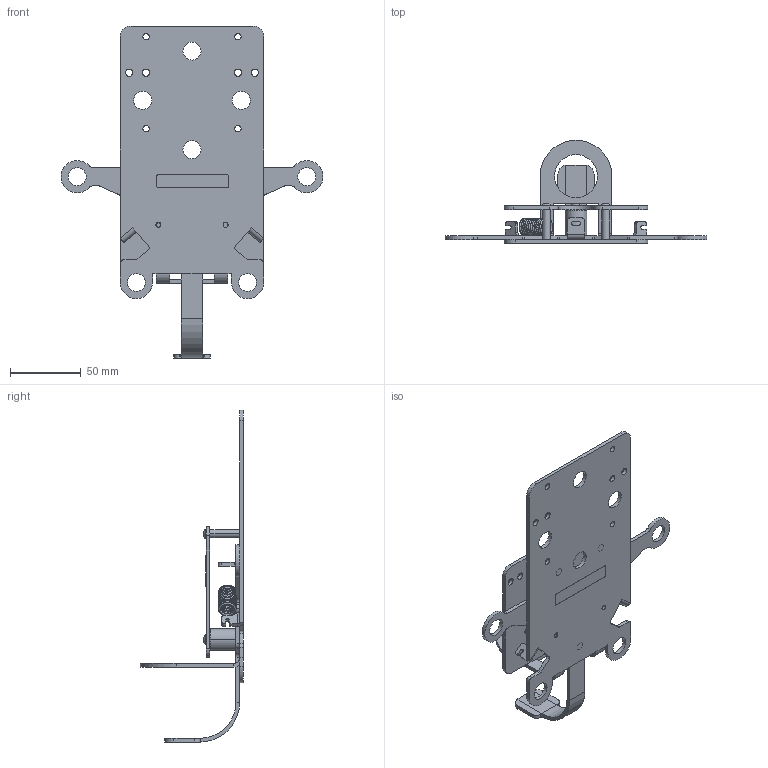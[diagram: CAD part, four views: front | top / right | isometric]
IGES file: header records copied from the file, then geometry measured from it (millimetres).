
Start section:  PTC IGES file: 152514.igs
Global section: file name: 152514.igs; native system: Pro/ENGINEER by Parametric Technology Corporation; preprocessor: 2009141; author: banengservice; organization: Unknown; date: 20100628.131025; units: inch
Bounding box: 185.42 x 73.3 x 235.07 mm (x, y, z)
Volume: 99669.7 mm3; surface area: 74359.2 mm2
Topology: 1 solids, 1 shells, 431 faces, 1154 edges, 731 vertices
Faces by surface type: revolution 226, bspline 205
